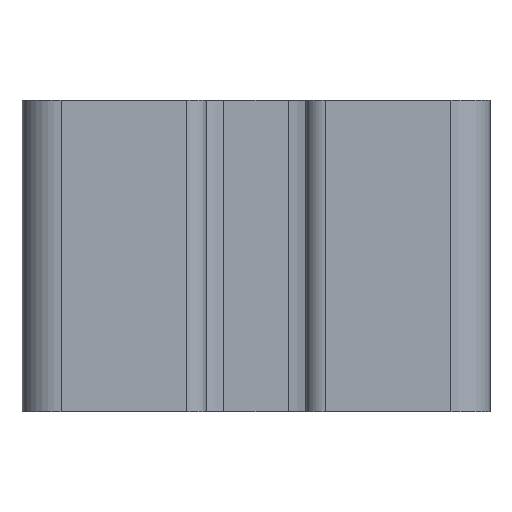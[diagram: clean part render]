
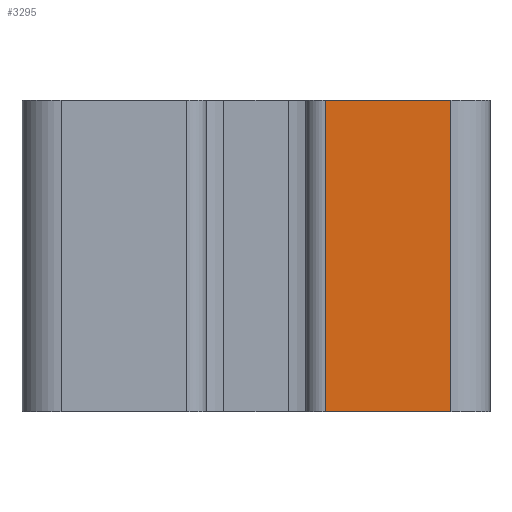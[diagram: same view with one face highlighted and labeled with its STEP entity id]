
A CAD part, front view. The second image highlights one B-rep face of the part: STEP entity #3295.
In plain terms, the highlighted planar face has unit normal (0, -1, 0).
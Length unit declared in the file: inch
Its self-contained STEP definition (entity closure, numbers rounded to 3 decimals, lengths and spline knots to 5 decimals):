
#758 = LINE ( 'NONE', #1179, #2902 ) ;
#806 = DIRECTION ( 'NONE',  ( 0., -1., 0. ) ) ;
#909 = LINE ( 'NONE', #3594, #1984 ) ;
#1179 = CARTESIAN_POINT ( 'NONE',  ( -2.23316, -0.74062, -1. ) ) ;
#1313 = DIRECTION ( 'NONE',  ( 0., 0., 1. ) ) ;
#1584 = EDGE_CURVE ( 'NONE', #5727, #4651, #758, .T. ) ;
#1635 = LINE ( 'NONE', #3476, #3911 ) ;
#1805 = ORIENTED_EDGE ( 'NONE', *, *, #4784, .F. ) ;
#1984 = VECTOR ( 'NONE', #1313, 39.37008 ) ;
#2377 = FACE_OUTER_BOUND ( 'NONE', #4410, .T. ) ;
#2535 = VERTEX_POINT ( 'NONE', #4384 ) ;
#2557 = CARTESIAN_POINT ( 'NONE',  ( -1.83016, -0.74062, -1. ) ) ;
#2580 = DIRECTION ( 'NONE',  ( 1., 0., 0. ) ) ;
#2614 = PLANE ( 'NONE',  #5721 ) ;
#2651 = VERTEX_POINT ( 'NONE', #4085 ) ;
#2902 = VECTOR ( 'NONE', #2580, 39.37008 ) ;
#3171 = CARTESIAN_POINT ( 'NONE',  ( -1.83016, -0.74062, -1. ) ) ;
#3186 = ORIENTED_EDGE ( 'NONE', *, *, #4669, .F. ) ;
#3235 = ORIENTED_EDGE ( 'NONE', *, *, #3384, .T. ) ;
#3295 = ADVANCED_FACE ( 'NONE', ( #2377 ), #2614, .T. ) ;
#3384 = EDGE_CURVE ( 'NONE', #4651, #2651, #4732, .T. ) ;
#3476 = CARTESIAN_POINT ( 'NONE',  ( -2.23316, -0.74062, 0. ) ) ;
#3508 = VECTOR ( 'NONE', #5020, 39.37008 ) ;
#3594 = CARTESIAN_POINT ( 'NONE',  ( -2.23316, -0.74062, -1. ) ) ;
#3826 = ORIENTED_EDGE ( 'NONE', *, *, #1584, .T. ) ;
#3911 = VECTOR ( 'NONE', #4891, 39.37008 ) ;
#4010 = DIRECTION ( 'NONE',  ( 1., 0., 0. ) ) ;
#4085 = CARTESIAN_POINT ( 'NONE',  ( -1.83016, -0.74062, 0. ) ) ;
#4384 = CARTESIAN_POINT ( 'NONE',  ( -2.23316, -0.74062, 0. ) ) ;
#4410 = EDGE_LOOP ( 'NONE', ( #3186, #1805, #3826, #3235 ) ) ;
#4651 = VERTEX_POINT ( 'NONE', #2557 ) ;
#4669 = EDGE_CURVE ( 'NONE', #2535, #2651, #1635, .T. ) ;
#4732 = LINE ( 'NONE', #3171, #3508 ) ;
#4746 = CARTESIAN_POINT ( 'NONE',  ( -2.23316, -0.74062, -1. ) ) ;
#4784 = EDGE_CURVE ( 'NONE', #5727, #2535, #909, .T. ) ;
#4891 = DIRECTION ( 'NONE',  ( 1., 0., 0. ) ) ;
#5020 = DIRECTION ( 'NONE',  ( 0., 0., 1. ) ) ;
#5383 = CARTESIAN_POINT ( 'NONE',  ( -2.23316, -0.74062, -1. ) ) ;
#5721 = AXIS2_PLACEMENT_3D ( 'NONE', #5383, #806, #4010 ) ;
#5727 = VERTEX_POINT ( 'NONE', #4746 ) ;
